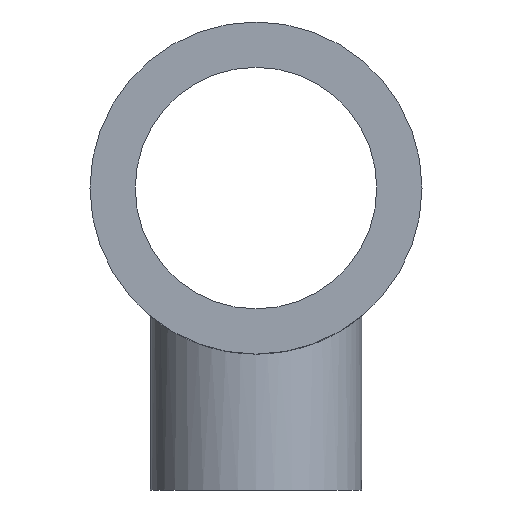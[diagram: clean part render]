
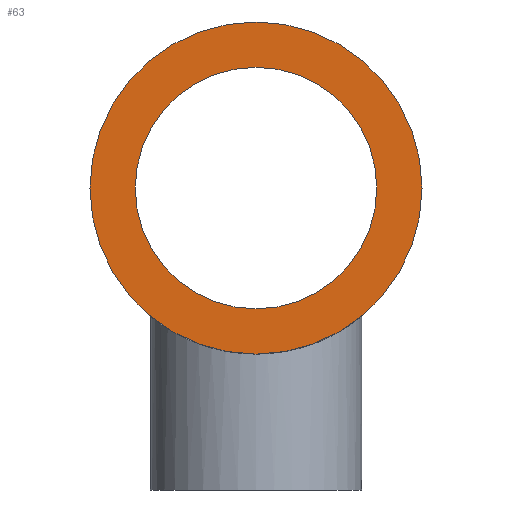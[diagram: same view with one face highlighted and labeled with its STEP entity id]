
A CAD part, front view. The second image highlights one B-rep face of the part: STEP entity #63.
In plain terms, the highlighted planar face has unit normal (0, -1, 0).
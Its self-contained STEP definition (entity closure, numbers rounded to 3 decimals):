
#63=ADVANCED_FACE('',(#154,#156),#158,.F.);
#154=FACE_BOUND('',#155,.T.);
#155=EDGE_LOOP('',(#197));
#156=FACE_BOUND('',#157,.T.);
#157=EDGE_LOOP('',(#198));
#158=PLANE('',#159);
#159=AXIS2_PLACEMENT_3D('',#160,#161,#162);
#160=CARTESIAN_POINT('',(0.,0.,0.));
#161=DIRECTION('',(0.,1.,0.));
#162=DIRECTION('',(0.,0.,-1.));
#197=ORIENTED_EDGE('',*,*,#215,.F.);
#198=ORIENTED_EDGE('',*,*,#216,.T.);
#215=EDGE_CURVE('',#247,#247,#248,.T.);
#216=EDGE_CURVE('',#249,#249,#250,.F.);
#247=VERTEX_POINT('',#816);
#248=CIRCLE('',#817,5.5);
#249=VERTEX_POINT('',#821);
#250=CIRCLE('',#822,4.);
#816=CARTESIAN_POINT('',(0.,0.,-5.5));
#817=AXIS2_PLACEMENT_3D('',#818,#819,#820);
#818=CARTESIAN_POINT('',(0.,0.,0.));
#819=DIRECTION('',(0.,1.,0.));
#820=DIRECTION('',(0.,0.,-1.));
#821=CARTESIAN_POINT('',(0.,0.,-4.));
#822=AXIS2_PLACEMENT_3D('',#823,#824,#825);
#823=CARTESIAN_POINT('',(0.,0.,0.));
#824=DIRECTION('',(0.,-1.,0.));
#825=DIRECTION('',(0.,0.,-1.));
